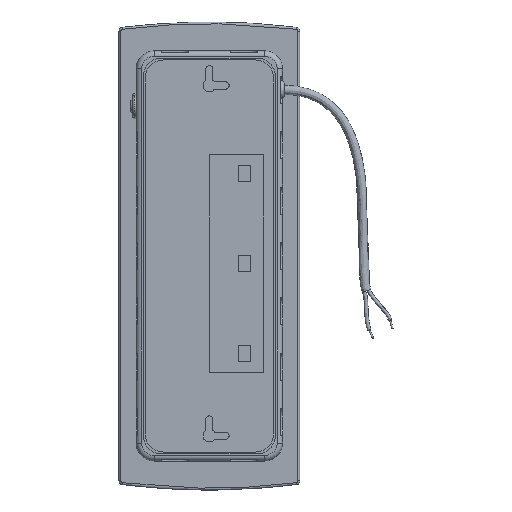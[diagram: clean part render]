
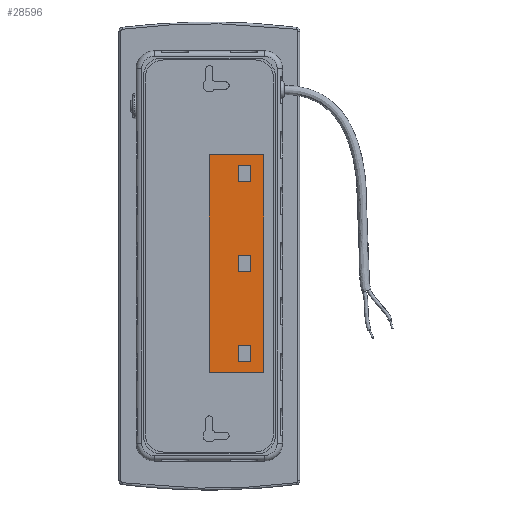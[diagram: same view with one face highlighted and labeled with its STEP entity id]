
A CAD part, front view. The second image highlights one B-rep face of the part: STEP entity #28596.
In plain terms, the highlighted planar face has unit normal (0, -1, 0).
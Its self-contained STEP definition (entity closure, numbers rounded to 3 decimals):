
#90 = VECTOR ( 'NONE', #19705, 1000. ) ;
#266 = DIRECTION ( 'NONE',  ( 1., 0., 0. ) ) ;
#346 = EDGE_LOOP ( 'NONE', ( #28931, #17860, #26176, #18183 ) ) ;
#629 = FACE_BOUND ( 'NONE', #346, .T. ) ;
#674 = VECTOR ( 'NONE', #24131, 1000. ) ;
#750 = ORIENTED_EDGE ( 'NONE', *, *, #11471, .F. ) ;
#892 = DIRECTION ( 'NONE',  ( 0., -1., 0. ) ) ;
#938 = DIRECTION ( 'NONE',  ( -1., 0., 0. ) ) ;
#995 = PLANE ( 'NONE',  #16383 ) ;
#1057 = VERTEX_POINT ( 'NONE', #2033 ) ;
#1300 = CARTESIAN_POINT ( 'NONE',  ( 23., -15., -8.75 ) ) ;
#1434 = DIRECTION ( 'NONE',  ( 1., 0., 0. ) ) ;
#1516 = LINE ( 'NONE', #10479, #20439 ) ;
#1910 = EDGE_CURVE ( 'NONE', #10425, #5010, #4234, .T. ) ;
#2033 = CARTESIAN_POINT ( 'NONE',  ( 16., -15., -49.5 ) ) ;
#2045 = VERTEX_POINT ( 'NONE', #2643 ) ;
#2128 = EDGE_CURVE ( 'NONE', #21051, #2045, #4552, .T. ) ;
#2278 = VECTOR ( 'NONE', #938, 1000. ) ;
#2494 = VERTEX_POINT ( 'NONE', #22918 ) ;
#2643 = CARTESIAN_POINT ( 'NONE',  ( 23., -15., 41. ) ) ;
#2825 = ORIENTED_EDGE ( 'NONE', *, *, #29240, .F. ) ;
#3073 = VECTOR ( 'NONE', #16731, 1000. ) ;
#3516 = DIRECTION ( 'NONE',  ( 0., 0., -1. ) ) ;
#3526 = EDGE_CURVE ( 'NONE', #17139, #15166, #5541, .T. ) ;
#3531 = CARTESIAN_POINT ( 'NONE',  ( 16., -15., 0.25 ) ) ;
#4187 = FACE_OUTER_BOUND ( 'NONE', #9985, .T. ) ;
#4234 = LINE ( 'NONE', #3531, #674 ) ;
#4340 = VECTOR ( 'NONE', #25216, 1000. ) ;
#4345 = CARTESIAN_POINT ( 'NONE',  ( 16., -15., 0.25 ) ) ;
#4544 = EDGE_LOOP ( 'NONE', ( #6012, #17697, #13576, #18084 ) ) ;
#4552 = LINE ( 'NONE', #7315, #27098 ) ;
#5010 = VERTEX_POINT ( 'NONE', #4345 ) ;
#5541 = LINE ( 'NONE', #16525, #3073 ) ;
#5692 = CARTESIAN_POINT ( 'NONE',  ( 30., -15., 56. ) ) ;
#5775 = EDGE_CURVE ( 'NONE', #6970, #24817, #10424, .T. ) ;
#5856 = LINE ( 'NONE', #21145, #21240 ) ;
#6012 = ORIENTED_EDGE ( 'NONE', *, *, #26353, .F. ) ;
#6807 = ORIENTED_EDGE ( 'NONE', *, *, #28331, .T. ) ;
#6970 = VERTEX_POINT ( 'NONE', #21897 ) ;
#7315 = CARTESIAN_POINT ( 'NONE',  ( 16., -15., 41. ) ) ;
#7906 = CARTESIAN_POINT ( 'NONE',  ( 16., -15., 41. ) ) ;
#7919 = VERTEX_POINT ( 'NONE', #11326 ) ;
#8688 = LINE ( 'NONE', #18819, #26946 ) ;
#8811 = ORIENTED_EDGE ( 'NONE', *, *, #18066, .T. ) ;
#8828 = VERTEX_POINT ( 'NONE', #18858 ) ;
#9108 = CARTESIAN_POINT ( 'NONE',  ( 16., -15., -8.75 ) ) ;
#9404 = EDGE_LOOP ( 'NONE', ( #16271, #14302, #2825, #750 ) ) ;
#9890 = DIRECTION ( 'NONE',  ( 0., 0., -1. ) ) ;
#9985 = EDGE_LOOP ( 'NONE', ( #26456, #21443, #6807, #8811 ) ) ;
#10273 = FACE_BOUND ( 'NONE', #9404, .T. ) ;
#10424 = LINE ( 'NONE', #25313, #4340 ) ;
#10425 = VERTEX_POINT ( 'NONE', #18737 ) ;
#10435 = CARTESIAN_POINT ( 'NONE',  ( 23., -15., -8.75 ) ) ;
#10479 = CARTESIAN_POINT ( 'NONE',  ( 23., -15., -58.5 ) ) ;
#10625 = CARTESIAN_POINT ( 'NONE',  ( 23., -15., 41. ) ) ;
#10785 = DIRECTION ( 'NONE',  ( 0., 0., 1. ) ) ;
#10805 = CARTESIAN_POINT ( 'NONE',  ( 23., -15., 50. ) ) ;
#10880 = CARTESIAN_POINT ( 'NONE',  ( 30., -15., -64.5 ) ) ;
#11326 = CARTESIAN_POINT ( 'NONE',  ( 23., -15., -58.5 ) ) ;
#11471 = EDGE_CURVE ( 'NONE', #27267, #1057, #8688, .T. ) ;
#11669 = VECTOR ( 'NONE', #29528, 1000. ) ;
#12130 = EDGE_CURVE ( 'NONE', #7919, #27267, #1516, .T. ) ;
#12214 = LINE ( 'NONE', #10625, #90 ) ;
#12504 = CARTESIAN_POINT ( 'NONE',  ( 16., -15., 50. ) ) ;
#12676 = DIRECTION ( 'NONE',  ( 0., 0., 1. ) ) ;
#12753 = EDGE_CURVE ( 'NONE', #19723, #20873, #27567, .T. ) ;
#13576 = ORIENTED_EDGE ( 'NONE', *, *, #19615, .F. ) ;
#13748 = CARTESIAN_POINT ( 'NONE',  ( 30., -15., -64.5 ) ) ;
#13809 = VECTOR ( 'NONE', #3516, 1000. ) ;
#13841 = LINE ( 'NONE', #22647, #11669 ) ;
#14302 = ORIENTED_EDGE ( 'NONE', *, *, #22435, .F. ) ;
#14870 = DIRECTION ( 'NONE',  ( 0., 0., 1. ) ) ;
#15007 = VECTOR ( 'NONE', #14870, 1000. ) ;
#15166 = VERTEX_POINT ( 'NONE', #12504 ) ;
#15427 = VECTOR ( 'NONE', #1434, 1000. ) ;
#16271 = ORIENTED_EDGE ( 'NONE', *, *, #12130, .F. ) ;
#16383 = AXIS2_PLACEMENT_3D ( 'NONE', #19351, #892, #16895 ) ;
#16525 = CARTESIAN_POINT ( 'NONE',  ( 16., -15., 50. ) ) ;
#16731 = DIRECTION ( 'NONE',  ( -1., 0., 0. ) ) ;
#16895 = DIRECTION ( 'NONE',  ( 0., 0., -1. ) ) ;
#16900 = LINE ( 'NONE', #9108, #17612 ) ;
#17139 = VERTEX_POINT ( 'NONE', #10805 ) ;
#17612 = VECTOR ( 'NONE', #29299, 1000. ) ;
#17697 = ORIENTED_EDGE ( 'NONE', *, *, #5775, .F. ) ;
#17750 = LINE ( 'NONE', #28967, #13809 ) ;
#17860 = ORIENTED_EDGE ( 'NONE', *, *, #2128, .F. ) ;
#18066 = EDGE_CURVE ( 'NONE', #18974, #8828, #21222, .T. ) ;
#18084 = ORIENTED_EDGE ( 'NONE', *, *, #1910, .F. ) ;
#18183 = ORIENTED_EDGE ( 'NONE', *, *, #3526, .F. ) ;
#18302 = CARTESIAN_POINT ( 'NONE',  ( 16., -15., 41. ) ) ;
#18737 = CARTESIAN_POINT ( 'NONE',  ( 23., -15., 0.25 ) ) ;
#18819 = CARTESIAN_POINT ( 'NONE',  ( 16., -15., -49.5 ) ) ;
#18858 = CARTESIAN_POINT ( 'NONE',  ( 0., -15., 56. ) ) ;
#18974 = VERTEX_POINT ( 'NONE', #5692 ) ;
#19197 = FACE_BOUND ( 'NONE', #4544, .T. ) ;
#19226 = LINE ( 'NONE', #10880, #23887 ) ;
#19351 = CARTESIAN_POINT ( 'NONE',  ( 0., -15., 0. ) ) ;
#19527 = EDGE_CURVE ( 'NONE', #2045, #17139, #12214, .T. ) ;
#19615 = EDGE_CURVE ( 'NONE', #5010, #6970, #16900, .T. ) ;
#19705 = DIRECTION ( 'NONE',  ( 0., 0., 1. ) ) ;
#19723 = VERTEX_POINT ( 'NONE', #27016 ) ;
#19978 = LINE ( 'NONE', #10435, #15007 ) ;
#20439 = VECTOR ( 'NONE', #12676, 1000. ) ;
#20873 = VERTEX_POINT ( 'NONE', #13748 ) ;
#21051 = VERTEX_POINT ( 'NONE', #7906 ) ;
#21115 = DIRECTION ( 'NONE',  ( -1., 0., 0. ) ) ;
#21145 = CARTESIAN_POINT ( 'NONE',  ( 16., -15., -58.5 ) ) ;
#21222 = LINE ( 'NONE', #26428, #2278 ) ;
#21240 = VECTOR ( 'NONE', #28155, 1000. ) ;
#21443 = ORIENTED_EDGE ( 'NONE', *, *, #12753, .T. ) ;
#21897 = CARTESIAN_POINT ( 'NONE',  ( 16., -15., -8.75 ) ) ;
#22435 = EDGE_CURVE ( 'NONE', #2494, #7919, #5856, .T. ) ;
#22531 = VECTOR ( 'NONE', #9890, 1000. ) ;
#22647 = CARTESIAN_POINT ( 'NONE',  ( 0., -15., 56. ) ) ;
#22918 = CARTESIAN_POINT ( 'NONE',  ( 16., -15., -58.5 ) ) ;
#23887 = VECTOR ( 'NONE', #10785, 1000. ) ;
#24131 = DIRECTION ( 'NONE',  ( -1., 0., 0. ) ) ;
#24759 = CARTESIAN_POINT ( 'NONE',  ( 23., -15., -49.5 ) ) ;
#24817 = VERTEX_POINT ( 'NONE', #1300 ) ;
#25216 = DIRECTION ( 'NONE',  ( 1., 0., 0. ) ) ;
#25313 = CARTESIAN_POINT ( 'NONE',  ( 16., -15., -8.75 ) ) ;
#25506 = EDGE_CURVE ( 'NONE', #15166, #21051, #29309, .T. ) ;
#26176 = ORIENTED_EDGE ( 'NONE', *, *, #25506, .F. ) ;
#26353 = EDGE_CURVE ( 'NONE', #24817, #10425, #19978, .T. ) ;
#26428 = CARTESIAN_POINT ( 'NONE',  ( 30., -15., 56. ) ) ;
#26456 = ORIENTED_EDGE ( 'NONE', *, *, #27327, .T. ) ;
#26946 = VECTOR ( 'NONE', #21115, 1000. ) ;
#27016 = CARTESIAN_POINT ( 'NONE',  ( 0., -15., -64.5 ) ) ;
#27098 = VECTOR ( 'NONE', #266, 1000. ) ;
#27267 = VERTEX_POINT ( 'NONE', #24759 ) ;
#27327 = EDGE_CURVE ( 'NONE', #8828, #19723, #13841, .T. ) ;
#27567 = LINE ( 'NONE', #29175, #15427 ) ;
#28155 = DIRECTION ( 'NONE',  ( 1., 0., 0. ) ) ;
#28331 = EDGE_CURVE ( 'NONE', #20873, #18974, #19226, .T. ) ;
#28596 = ADVANCED_FACE ( 'NONE', ( #629, #19197, #10273, #4187 ), #995, .T. ) ;
#28931 = ORIENTED_EDGE ( 'NONE', *, *, #19527, .F. ) ;
#28967 = CARTESIAN_POINT ( 'NONE',  ( 16., -15., -58.5 ) ) ;
#29175 = CARTESIAN_POINT ( 'NONE',  ( 0., -15., -64.5 ) ) ;
#29240 = EDGE_CURVE ( 'NONE', #1057, #2494, #17750, .T. ) ;
#29299 = DIRECTION ( 'NONE',  ( 0., 0., -1. ) ) ;
#29309 = LINE ( 'NONE', #18302, #22531 ) ;
#29528 = DIRECTION ( 'NONE',  ( 0., 0., -1. ) ) ;
